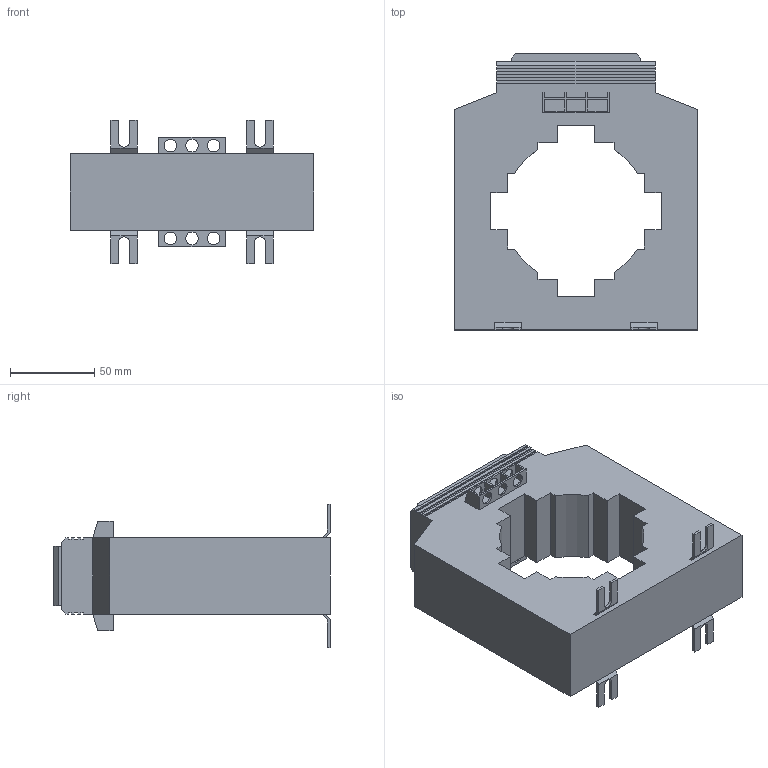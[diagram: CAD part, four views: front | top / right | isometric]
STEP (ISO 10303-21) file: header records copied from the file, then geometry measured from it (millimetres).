
FILE_DESCRIPTION(/* description */ (''),/* implementation_level */ '2;1');
FILE_NAME(/* name */ '3d_DM5TP2500FKIT.stp',/* time_stamp */ '2018-08-24T14:37:07+02:00',/* author */ ('Andrzej'),/* organization */ (''),/* preprocessor_version */ 'ST-DEVELOPER v16.13',/* originating_system */ 'AutoCAD Mechanical',/* authorisation */ '');
FILE_SCHEMA (('AUTOMOTIVE_DESIGN { 1 0 10303 214 3 1 1 }'));
Length unit declared in the file: millimetre
Products named in the file (1): Product
Bounding box: 144 x 163.5 x 85 mm (x, y, z)
Volume: 694581.7 mm3; surface area: 80959.8 mm2
Topology: 1 solids, 1 shells, 195 faces, 528 edges, 348 vertices
Faces by surface type: plane 175, cylinder 20
Full cylindrical faces by diameter (mm): 7.5 x12
Entity records: 6041 total; most frequent: CARTESIAN_POINT 1060, ORIENTED_EDGE 1032, DIRECTION 948, EDGE_CURVE 516, LINE 476, VECTOR 476, VERTEX_POINT 348, EDGE_LOOP 246
